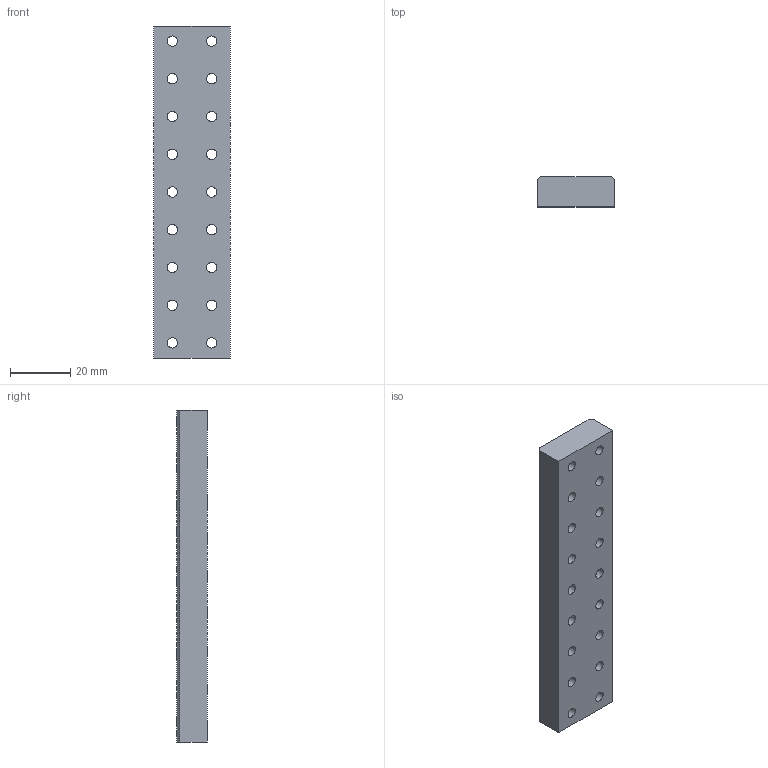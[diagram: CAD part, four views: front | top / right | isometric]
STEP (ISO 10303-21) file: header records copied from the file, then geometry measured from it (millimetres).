
FILE_DESCRIPTION(/* description */ ('Unknown','CAx-IF Rec.Pracs.---Representation and Presentation of Product Manufacturing Information (PMI)---4.0---2014-10-13','CAx-IF Rec.Pracs.---3D Tessellated Geometry---0.4---2014-09-14','2;1'),/* implementation_level */ '2;1');
FILE_NAME(/* name */ '502940_Balken',/* time_stamp */ '2021-11-26T12:21:56+01:00',/* author */ ('Unknown'),/* organization */ ('Unknown'),/* preprocessor_version */ 'ST-DEVELOPER v16.7',/* originating_system */ 'Solid Edge',/* authorisation */ 'Unknown');
FILE_SCHEMA (('AP242_MANAGED_MODEL_BASED_3D_ENGINEERING_MIM_LF { 1 0 10303 442 1 1 4 }'));
Length unit declared in the file: millimetre
Products named in the file (1): 502940_Balken
Bounding box: 25.2 x 10 x 110 mm (x, y, z)
Volume: 23902.7 mm3; surface area: 10595.1 mm2
Topology: 1 solids, 1 shells, 62 faces, 144 edges, 102 vertices
Faces by surface type: cylinder 36, plane 26
Full cylindrical faces by diameter (mm): 3.4 x18, 6 x18
Entity records: 1576 total; most frequent: DIRECTION 288, CARTESIAN_POINT 237, ORIENTED_EDGE 180, EDGE_LOOP 152, FACE_BOUND 152, AXIS2_PLACEMENT_3D 135, EDGE_CURVE 90, VERTEX_POINT 84
